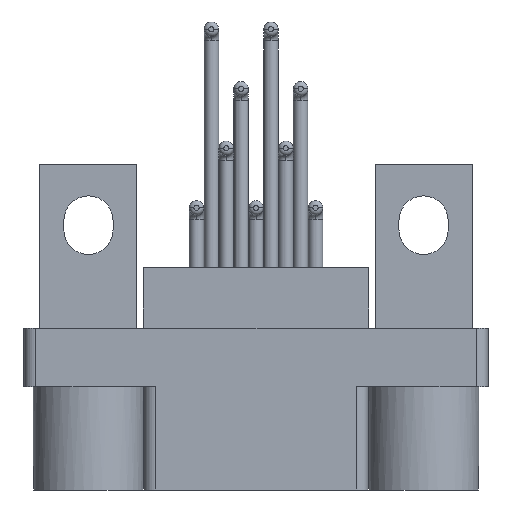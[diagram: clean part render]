
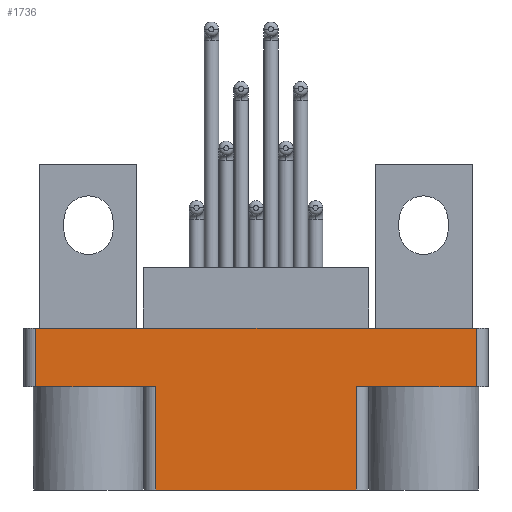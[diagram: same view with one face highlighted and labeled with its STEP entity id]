
A CAD part, front view. The second image highlights one B-rep face of the part: STEP entity #1736.
In plain terms, the highlighted planar face has unit normal (0, -1, 0).
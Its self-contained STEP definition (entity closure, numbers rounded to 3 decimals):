
#32 = CARTESIAN_POINT ( 'NONE',  ( -9.9, -2.7, 0. ) ) ;
#51 = LINE ( 'NONE', #1118, #3019 ) ;
#107 = LINE ( 'NONE', #4569, #364 ) ;
#120 = VECTOR ( 'NONE', #1266, 1000. ) ;
#144 = VERTEX_POINT ( 'NONE', #2329 ) ;
#188 = EDGE_CURVE ( 'NONE', #2518, #2782, #2352, .T. ) ;
#270 = CARTESIAN_POINT ( 'NONE',  ( 9.4, -2.7, 2.5 ) ) ;
#364 = VECTOR ( 'NONE', #4215, 1000. ) ;
#388 = CARTESIAN_POINT ( 'NONE',  ( -4.282, -2.7, 6.9 ) ) ;
#446 = VERTEX_POINT ( 'NONE', #3352 ) ;
#477 = DIRECTION ( 'NONE',  ( 1., 0., 0. ) ) ;
#545 = ORIENTED_EDGE ( 'NONE', *, *, #188, .F. ) ;
#619 = CARTESIAN_POINT ( 'NONE',  ( 9.4, -2.7, 0. ) ) ;
#646 = DIRECTION ( 'NONE',  ( 0., 0., -1. ) ) ;
#662 = LINE ( 'NONE', #2604, #679 ) ;
#679 = VECTOR ( 'NONE', #2211, 1000. ) ;
#741 = ORIENTED_EDGE ( 'NONE', *, *, #1059, .T. ) ;
#789 = CARTESIAN_POINT ( 'NONE',  ( -4.282, -2.7, 6.9 ) ) ;
#888 = ORIENTED_EDGE ( 'NONE', *, *, #3926, .T. ) ;
#1059 = EDGE_CURVE ( 'NONE', #4722, #3889, #662, .T. ) ;
#1081 = CARTESIAN_POINT ( 'NONE',  ( 3.563, -2.7, 6.9 ) ) ;
#1118 = CARTESIAN_POINT ( 'NONE',  ( 4.282, -2.7, 6.9 ) ) ;
#1132 = VECTOR ( 'NONE', #477, 1000. ) ;
#1240 = CARTESIAN_POINT ( 'NONE',  ( -4.282, -2.7, 2.5 ) ) ;
#1256 = ORIENTED_EDGE ( 'NONE', *, *, #2440, .F. ) ;
#1266 = DIRECTION ( 'NONE',  ( 1., 0., 0. ) ) ;
#1297 = ORIENTED_EDGE ( 'NONE', *, *, #4430, .F. ) ;
#1337 = DIRECTION ( 'NONE',  ( 1., 0., 0. ) ) ;
#1406 = ORIENTED_EDGE ( 'NONE', *, *, #3001, .T. ) ;
#1511 = CARTESIAN_POINT ( 'NONE',  ( 4.282, -2.7, 2.5 ) ) ;
#1736 = ADVANCED_FACE ( 'NONE', ( #3928 ), #4250, .F. ) ;
#1847 = AXIS2_PLACEMENT_3D ( 'NONE', #3571, #3150, #2426 ) ;
#1902 = LINE ( 'NONE', #388, #1132 ) ;
#1922 = ORIENTED_EDGE ( 'NONE', *, *, #4357, .F. ) ;
#1929 = LINE ( 'NONE', #789, #4264 ) ;
#1933 = DIRECTION ( 'NONE',  ( 0., 0., -1. ) ) ;
#2211 = DIRECTION ( 'NONE',  ( 0., 0., 1. ) ) ;
#2245 = VERTEX_POINT ( 'NONE', #2536 ) ;
#2294 = LINE ( 'NONE', #4155, #3221 ) ;
#2329 = CARTESIAN_POINT ( 'NONE',  ( -4.282, -2.7, 6.9 ) ) ;
#2349 = EDGE_CURVE ( 'NONE', #4383, #3845, #107, .T. ) ;
#2352 = LINE ( 'NONE', #3131, #120 ) ;
#2402 = VECTOR ( 'NONE', #1337, 1000. ) ;
#2426 = DIRECTION ( 'NONE',  ( -1., 0., 0. ) ) ;
#2440 = EDGE_CURVE ( 'NONE', #2723, #3889, #3888, .T. ) ;
#2506 = CARTESIAN_POINT ( 'NONE',  ( -9.4, -2.7, 2.5 ) ) ;
#2518 = VERTEX_POINT ( 'NONE', #2506 ) ;
#2519 = CARTESIAN_POINT ( 'NONE',  ( -4.282, -2.7, 6.9 ) ) ;
#2536 = CARTESIAN_POINT ( 'NONE',  ( -9.4, -2.7, 0. ) ) ;
#2604 = CARTESIAN_POINT ( 'NONE',  ( 9.4, -2.7, 2.5 ) ) ;
#2654 = EDGE_CURVE ( 'NONE', #2518, #2245, #2294, .T. ) ;
#2663 = EDGE_LOOP ( 'NONE', ( #545, #4527, #888, #741, #1256, #1297, #1922, #4164, #3435, #1406 ) ) ;
#2723 = VERTEX_POINT ( 'NONE', #1511 ) ;
#2782 = VERTEX_POINT ( 'NONE', #1240 ) ;
#3001 = EDGE_CURVE ( 'NONE', #144, #2782, #3688, .T. ) ;
#3009 = DIRECTION ( 'NONE',  ( 0., 0., -1. ) ) ;
#3019 = VECTOR ( 'NONE', #3009, 1000. ) ;
#3131 = CARTESIAN_POINT ( 'NONE',  ( -9.9, -2.7, 2.5 ) ) ;
#3150 = DIRECTION ( 'NONE',  ( 0., 1., 0. ) ) ;
#3155 = CARTESIAN_POINT ( 'NONE',  ( -9.9, -2.7, 2.5 ) ) ;
#3221 = VECTOR ( 'NONE', #1933, 1000. ) ;
#3352 = CARTESIAN_POINT ( 'NONE',  ( 4.282, -2.7, 6.9 ) ) ;
#3373 = DIRECTION ( 'NONE',  ( 1., 0., 0. ) ) ;
#3416 = DIRECTION ( 'NONE',  ( 1., 0., 0. ) ) ;
#3435 = ORIENTED_EDGE ( 'NONE', *, *, #3990, .F. ) ;
#3571 = CARTESIAN_POINT ( 'NONE',  ( -9.9, -2.7, 2.5 ) ) ;
#3688 = LINE ( 'NONE', #2519, #3924 ) ;
#3736 = CARTESIAN_POINT ( 'NONE',  ( -3.563, -2.7, 6.9 ) ) ;
#3740 = LINE ( 'NONE', #32, #4404 ) ;
#3845 = VERTEX_POINT ( 'NONE', #1081 ) ;
#3888 = LINE ( 'NONE', #3155, #2402 ) ;
#3889 = VERTEX_POINT ( 'NONE', #270 ) ;
#3924 = VECTOR ( 'NONE', #646, 1000. ) ;
#3926 = EDGE_CURVE ( 'NONE', #2245, #4722, #3740, .T. ) ;
#3928 = FACE_OUTER_BOUND ( 'NONE', #2663, .T. ) ;
#3990 = EDGE_CURVE ( 'NONE', #144, #4383, #1902, .T. ) ;
#4155 = CARTESIAN_POINT ( 'NONE',  ( -9.4, -2.7, 2.5 ) ) ;
#4164 = ORIENTED_EDGE ( 'NONE', *, *, #2349, .F. ) ;
#4215 = DIRECTION ( 'NONE',  ( 1., 0., 0. ) ) ;
#4250 = PLANE ( 'NONE',  #1847 ) ;
#4264 = VECTOR ( 'NONE', #3416, 1000. ) ;
#4357 = EDGE_CURVE ( 'NONE', #3845, #446, #1929, .T. ) ;
#4383 = VERTEX_POINT ( 'NONE', #3736 ) ;
#4404 = VECTOR ( 'NONE', #3373, 1000. ) ;
#4430 = EDGE_CURVE ( 'NONE', #446, #2723, #51, .T. ) ;
#4527 = ORIENTED_EDGE ( 'NONE', *, *, #2654, .T. ) ;
#4569 = CARTESIAN_POINT ( 'NONE',  ( -4.282, -2.7, 6.9 ) ) ;
#4722 = VERTEX_POINT ( 'NONE', #619 ) ;
